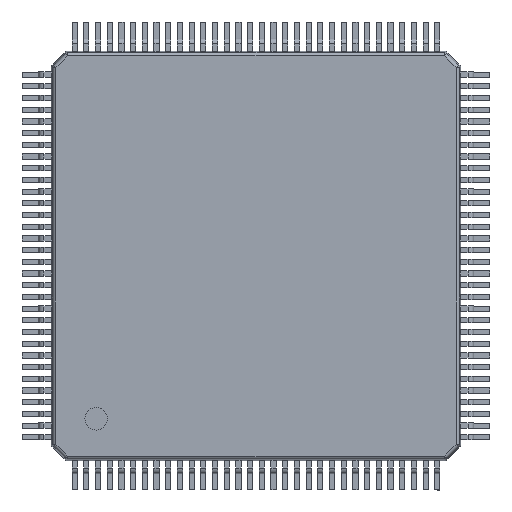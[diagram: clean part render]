
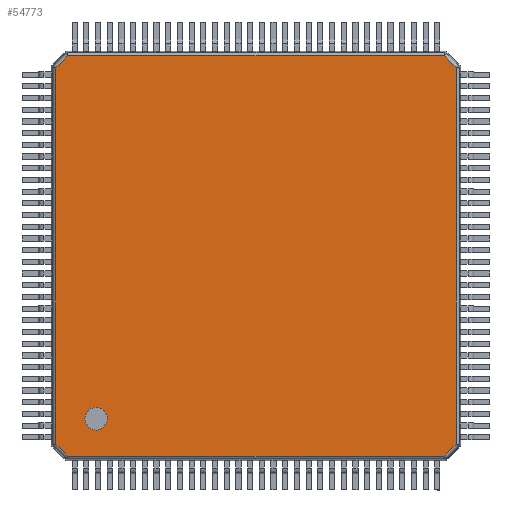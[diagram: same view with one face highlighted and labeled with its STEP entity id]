
A CAD part, top view. The second image highlights one B-rep face of the part: STEP entity #54773.
In plain terms, the highlighted planar face has unit normal (0, 0, 1).
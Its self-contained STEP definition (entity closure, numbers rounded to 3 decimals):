
#106 = EDGE_LOOP ( 'NONE', ( #69647, #2386 ) ) ;
#554 = CARTESIAN_POINT ( 'NONE',  ( 6.435, 6.843, 0.5 ) ) ;
#1139 = CARTESIAN_POINT ( 'NONE',  ( 6.639, 6.639, 0.5 ) ) ;
#1667 = ORIENTED_EDGE ( 'NONE', *, *, #68808, .T. ) ;
#2386 = ORIENTED_EDGE ( 'NONE', *, *, #3411, .F. ) ;
#2495 = LINE ( 'NONE', #28468, #72635 ) ;
#2596 = AXIS2_PLACEMENT_3D ( 'NONE', #69632, #43994, #55952 ) ;
#2817 = CARTESIAN_POINT ( 'NONE',  ( -6.843, -6.435, 0.5 ) ) ;
#3152 = VECTOR ( 'NONE', #78426, 1000. ) ;
#3359 = CIRCLE ( 'NONE', #32908, 0.387 ) ;
#3411 = EDGE_CURVE ( 'NONE', #78643, #43654, #3359, .T. ) ;
#3573 = EDGE_CURVE ( 'NONE', #70364, #47159, #52278, .T. ) ;
#3674 = VERTEX_POINT ( 'NONE', #2817 ) ;
#4994 = ORIENTED_EDGE ( 'NONE', *, *, #20005, .T. ) ;
#5575 = VECTOR ( 'NONE', #48215, 1000. ) ;
#7464 = PLANE ( 'NONE',  #2596 ) ;
#8375 = CARTESIAN_POINT ( 'NONE',  ( -6.435, 6.843, 0.5 ) ) ;
#10772 = VERTEX_POINT ( 'NONE', #554 ) ;
#12638 = EDGE_LOOP ( 'NONE', ( #44661, #68480, #15072, #61435, #4994, #65850, #1667, #42985 ) ) ;
#14364 = DIRECTION ( 'NONE',  ( -0.707, 0.707, 0. ) ) ;
#14805 = LINE ( 'NONE', #1139, #15832 ) ;
#14981 = EDGE_CURVE ( 'NONE', #74329, #10772, #14805, .T. ) ;
#15072 = ORIENTED_EDGE ( 'NONE', *, *, #3573, .T. ) ;
#15200 = DIRECTION ( 'NONE',  ( 0., -1., 0. ) ) ;
#15832 = VECTOR ( 'NONE', #14364, 1000. ) ;
#17483 = CARTESIAN_POINT ( 'NONE',  ( -6.435, -6.843, 0.5 ) ) ;
#18436 = VECTOR ( 'NONE', #15200, 1000. ) ;
#20005 = EDGE_CURVE ( 'NONE', #49162, #74329, #27493, .T. ) ;
#23065 = EDGE_CURVE ( 'NONE', #41468, #3674, #81819, .T. ) ;
#25925 = CARTESIAN_POINT ( 'NONE',  ( -6.639, 6.639, 0.5 ) ) ;
#27493 = LINE ( 'NONE', #55249, #5575 ) ;
#27549 = CARTESIAN_POINT ( 'NONE',  ( -6.843, 0., 0.5 ) ) ;
#27710 = FACE_OUTER_BOUND ( 'NONE', #12638, .T. ) ;
#28468 = CARTESIAN_POINT ( 'NONE',  ( 0., 6.843, 0.5 ) ) ;
#32908 = AXIS2_PLACEMENT_3D ( 'NONE', #43900, #64210, #69526 ) ;
#37493 = LINE ( 'NONE', #51186, #78305 ) ;
#41468 = VERTEX_POINT ( 'NONE', #75801 ) ;
#41573 = VERTEX_POINT ( 'NONE', #8375 ) ;
#41759 = DIRECTION ( 'NONE',  ( 0.707, 0.707, 0. ) ) ;
#42503 = DIRECTION ( 'NONE',  ( 1., 0., 0. ) ) ;
#42985 = ORIENTED_EDGE ( 'NONE', *, *, #50569, .T. ) ;
#43654 = VERTEX_POINT ( 'NONE', #69497 ) ;
#43900 = CARTESIAN_POINT ( 'NONE',  ( -5.465, -5.565, 0.5 ) ) ;
#43994 = DIRECTION ( 'NONE',  ( 0., 0., -1. ) ) ;
#44661 = ORIENTED_EDGE ( 'NONE', *, *, #23065, .T. ) ;
#47159 = VERTEX_POINT ( 'NONE', #77256 ) ;
#47899 = CARTESIAN_POINT ( 'NONE',  ( -5.851, -5.565, 0.5 ) ) ;
#48215 = DIRECTION ( 'NONE',  ( 0., 1., 0. ) ) ;
#49162 = VERTEX_POINT ( 'NONE', #65295 ) ;
#49975 = EDGE_CURVE ( 'NONE', #47159, #49162, #75260, .T. ) ;
#50569 = EDGE_CURVE ( 'NONE', #41573, #41468, #51570, .T. ) ;
#51186 = CARTESIAN_POINT ( 'NONE',  ( -6.639, -6.639, 0.5 ) ) ;
#51570 = LINE ( 'NONE', #25925, #3152 ) ;
#52278 = LINE ( 'NONE', #79138, #69594 ) ;
#54773 = ADVANCED_FACE ( 'NONE', ( #61652, #27710 ), #7464, .F. ) ;
#55249 = CARTESIAN_POINT ( 'NONE',  ( 6.843, 0., 0.5 ) ) ;
#55952 = DIRECTION ( 'NONE',  ( -1., 0., 0. ) ) ;
#56263 = DIRECTION ( 'NONE',  ( -1., 0., 0. ) ) ;
#60161 = DIRECTION ( 'NONE',  ( 1., 0., 0. ) ) ;
#60663 = VECTOR ( 'NONE', #41759, 1000. ) ;
#61435 = ORIENTED_EDGE ( 'NONE', *, *, #49975, .T. ) ;
#61652 = FACE_BOUND ( 'NONE', #106, .T. ) ;
#61968 = EDGE_CURVE ( 'NONE', #43654, #78643, #66580, .T. ) ;
#64210 = DIRECTION ( 'NONE',  ( 0., 0., 1. ) ) ;
#65295 = CARTESIAN_POINT ( 'NONE',  ( 6.843, -6.435, 0.5 ) ) ;
#65850 = ORIENTED_EDGE ( 'NONE', *, *, #14981, .T. ) ;
#66580 = CIRCLE ( 'NONE', #83457, 0.387 ) ;
#68438 = EDGE_CURVE ( 'NONE', #3674, #70364, #37493, .T. ) ;
#68480 = ORIENTED_EDGE ( 'NONE', *, *, #68438, .T. ) ;
#68671 = CARTESIAN_POINT ( 'NONE',  ( 6.639, -6.639, 0.5 ) ) ;
#68808 = EDGE_CURVE ( 'NONE', #10772, #41573, #2495, .T. ) ;
#69497 = CARTESIAN_POINT ( 'NONE',  ( -5.078, -5.565, 0.5 ) ) ;
#69526 = DIRECTION ( 'NONE',  ( 1., 0., 0. ) ) ;
#69594 = VECTOR ( 'NONE', #60161, 1000. ) ;
#69632 = CARTESIAN_POINT ( 'NONE',  ( 0., 0., 0.5 ) ) ;
#69647 = ORIENTED_EDGE ( 'NONE', *, *, #61968, .F. ) ;
#70364 = VERTEX_POINT ( 'NONE', #17483 ) ;
#70735 = DIRECTION ( 'NONE',  ( 0., 0., 1. ) ) ;
#72635 = VECTOR ( 'NONE', #56263, 1000. ) ;
#74329 = VERTEX_POINT ( 'NONE', #76133 ) ;
#75260 = LINE ( 'NONE', #68671, #60663 ) ;
#75801 = CARTESIAN_POINT ( 'NONE',  ( -6.843, 6.435, 0.5 ) ) ;
#76133 = CARTESIAN_POINT ( 'NONE',  ( 6.843, 6.435, 0.5 ) ) ;
#77160 = DIRECTION ( 'NONE',  ( 0.707, -0.707, 0. ) ) ;
#77256 = CARTESIAN_POINT ( 'NONE',  ( 6.435, -6.843, 0.5 ) ) ;
#77738 = CARTESIAN_POINT ( 'NONE',  ( -5.465, -5.565, 0.5 ) ) ;
#78305 = VECTOR ( 'NONE', #77160, 1000. ) ;
#78426 = DIRECTION ( 'NONE',  ( -0.707, -0.707, 0. ) ) ;
#78643 = VERTEX_POINT ( 'NONE', #47899 ) ;
#79138 = CARTESIAN_POINT ( 'NONE',  ( 0., -6.843, 0.5 ) ) ;
#81819 = LINE ( 'NONE', #27549, #18436 ) ;
#83457 = AXIS2_PLACEMENT_3D ( 'NONE', #77738, #70735, #42503 ) ;
